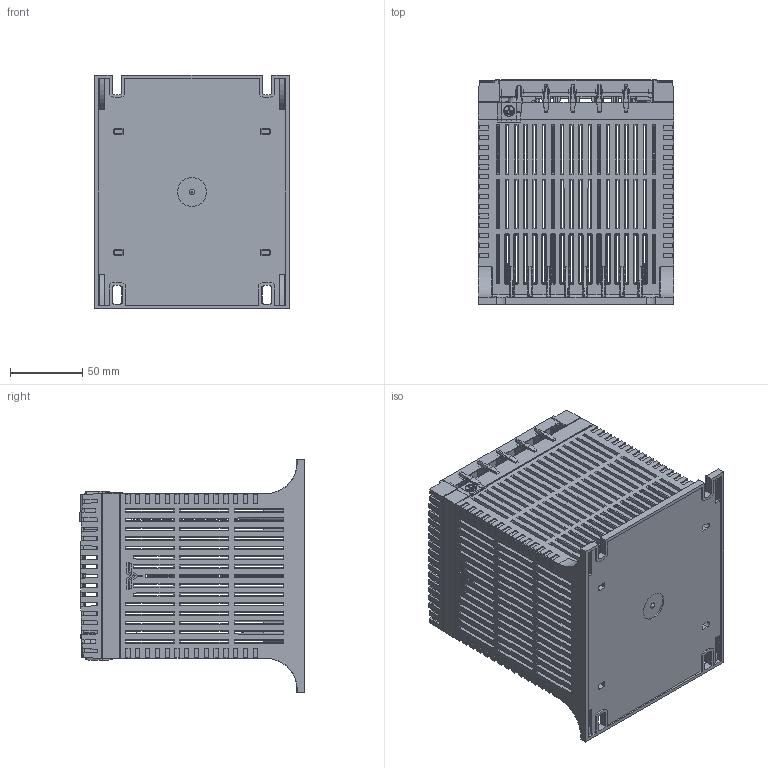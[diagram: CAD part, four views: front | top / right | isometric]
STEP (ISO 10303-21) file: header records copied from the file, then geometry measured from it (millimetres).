
FILE_DESCRIPTION(/* description */ (''),/* implementation_level */ '2;1');
FILE_NAME(/* name */ 'RC42.stp',/* time_stamp */ '2023-07-24T10:59:59+02:00',/* author */ ('DMA'),/* organization */ (''),/* preprocessor_version */ 'ST-DEVELOPER v16.13',/* originating_system */ 'Autodesk Inventor 2018',/* authorisation */ '');
FILE_SCHEMA (('AUTOMOTIVE_DESIGN { 1 0 10303 214 3 1 1 }'));
Products named in the file (1): RC42
Bounding box: 135.5 x 156.27 x 162 mm (x, y, z)
Surface area: 268254.8 mm2 (no closed solid volume)
Topology: 0 solids, 31 shells, 3372 faces, 11695 edges, 8066 vertices
Faces by surface type: plane 2251, cylinder 542, bspline 502, cone 54, sphere 13, torus 10
Full cylindrical faces by diameter (mm): 20 x1
Entity records: 160361 total; most frequent: CARTESIAN_POINT 58385, ORIENTED_EDGE 20474, DIRECTION 18689, EDGE_CURVE 11681, LINE 9205, VECTOR 9205, VERTEX_POINT 8061, AXIS2_PLACEMENT_3D 4742
